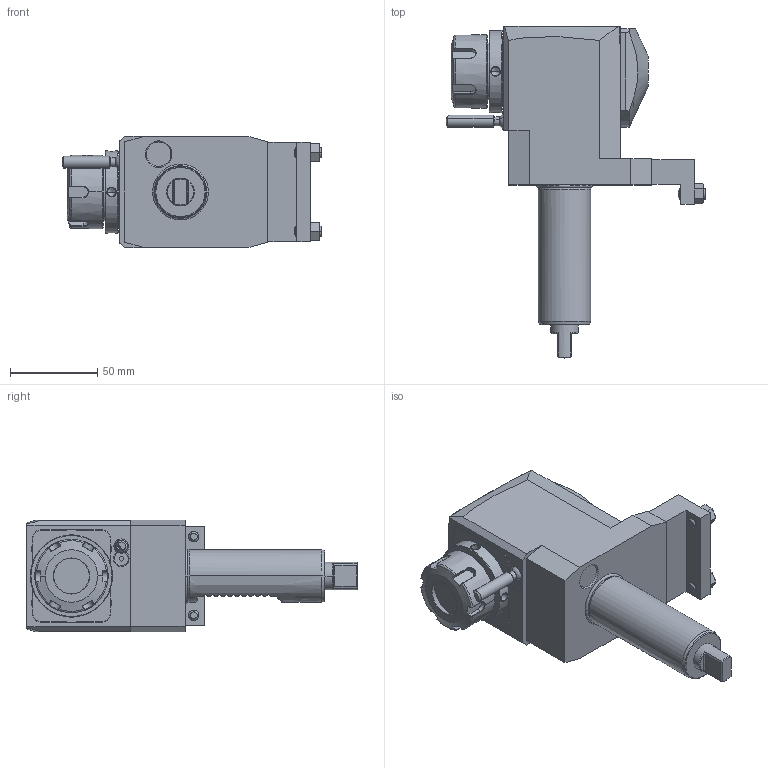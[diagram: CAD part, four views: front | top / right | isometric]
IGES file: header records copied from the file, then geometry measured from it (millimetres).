
Start section:  PTC IGES file: ngt1_30_225_25_1_2_65dmg.igs
Global section: file name: ngt1_30_225_25_1_2_65dmg.igs; native system: Pro/ENGINEER by Parametric Technology Corporation; preprocessor: 2010280; author: vali; organization: Unknown; date: 20250703.134049; units: millimetre
Bounding box: 148.83 x 190 x 64 mm (x, y, z)
Volume: 544719.1 mm3; surface area: 57872 mm2
Topology: 1 solids, 1 shells, 416 faces, 1041 edges, 634 vertices
Faces by surface type: bspline 236, revolution 178, extrusion 2
